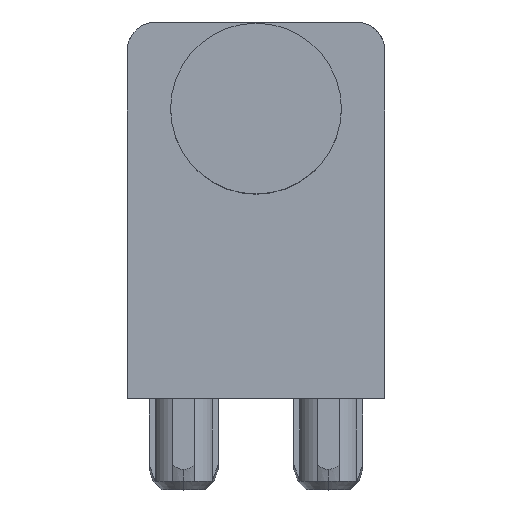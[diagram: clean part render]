
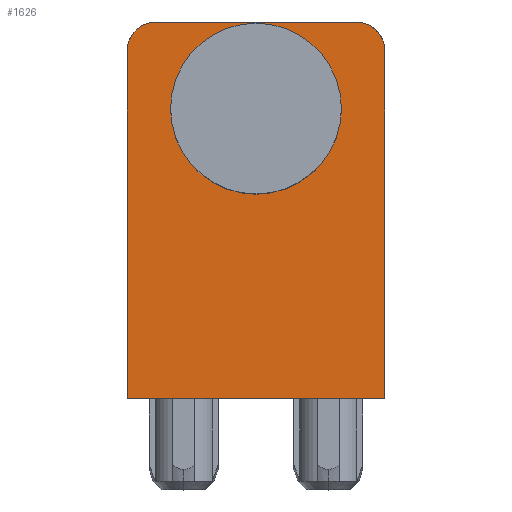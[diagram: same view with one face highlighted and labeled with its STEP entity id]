
A CAD part, top view. The second image highlights one B-rep face of the part: STEP entity #1626.
In plain terms, the highlighted planar face has unit normal (0, 0, 1).
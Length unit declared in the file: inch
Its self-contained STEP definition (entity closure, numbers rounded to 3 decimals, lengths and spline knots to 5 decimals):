
#24 = CARTESIAN_POINT ( 'NONE',  ( 0.069, 0.26, 0.075 ) ) ;
#39 = AXIS2_PLACEMENT_3D ( 'NONE', #1473, #668, #1986 ) ;
#55 = DIRECTION ( 'NONE',  ( 1., 0., 0. ) ) ;
#69 = VECTOR ( 'NONE', #717, 39.37008 ) ;
#83 = CIRCLE ( 'NONE', #746, 0.02 ) ;
#103 = CARTESIAN_POINT ( 'NONE',  ( 0., 0.2, 0.075 ) ) ;
#138 = EDGE_CURVE ( 'NONE', #678, #1693, #83, .T. ) ;
#168 = DIRECTION ( 'NONE',  ( 0., 1., 0. ) ) ;
#178 = EDGE_CURVE ( 'NONE', #1834, #222, #2098, .T. ) ;
#211 = CARTESIAN_POINT ( 'NONE',  ( -0.069, 0.26, 0.075 ) ) ;
#222 = VERTEX_POINT ( 'NONE', #1596 ) ;
#228 = CARTESIAN_POINT ( 'NONE',  ( -0.059, 0.2, 0.075 ) ) ;
#282 = VECTOR ( 'NONE', #443, 39.37008 ) ;
#309 = ORIENTED_EDGE ( 'NONE', *, *, #920, .F. ) ;
#312 = CIRCLE ( 'NONE', #1535, 0.059 ) ;
#374 = CARTESIAN_POINT ( 'NONE',  ( 0.089, 0., 0.075 ) ) ;
#384 = LINE ( 'NONE', #374, #69 ) ;
#443 = DIRECTION ( 'NONE',  ( -1., 0., 0. ) ) ;
#469 = EDGE_LOOP ( 'NONE', ( #1568, #1448, #1175, #1472, #1951, #1543 ) ) ;
#503 = PLANE ( 'NONE',  #39 ) ;
#514 = VERTEX_POINT ( 'NONE', #577 ) ;
#524 = AXIS2_PLACEMENT_3D ( 'NONE', #103, #1902, #1109 ) ;
#525 = CIRCLE ( 'NONE', #524, 0.059 ) ;
#552 = EDGE_CURVE ( 'NONE', #1556, #678, #384, .T. ) ;
#555 = DIRECTION ( 'NONE',  ( 0., 0., 1. ) ) ;
#566 = VERTEX_POINT ( 'NONE', #228 ) ;
#577 = CARTESIAN_POINT ( 'NONE',  ( -0.089, 0., 0.075 ) ) ;
#584 = CARTESIAN_POINT ( 'NONE',  ( 0.089, 0.24, 0.075 ) ) ;
#615 = EDGE_CURVE ( 'NONE', #1693, #1834, #949, .T. ) ;
#616 = CARTESIAN_POINT ( 'NONE',  ( 0.059, 0.2, 0.075 ) ) ;
#622 = LINE ( 'NONE', #799, #282 ) ;
#644 = EDGE_CURVE ( 'NONE', #1556, #514, #622, .T. ) ;
#668 = DIRECTION ( 'NONE',  ( 0., 0., 1. ) ) ;
#673 = AXIS2_PLACEMENT_3D ( 'NONE', #1557, #1258, #873 ) ;
#678 = VERTEX_POINT ( 'NONE', #584 ) ;
#703 = CARTESIAN_POINT ( 'NONE',  ( 0.089, 0., 0.075 ) ) ;
#717 = DIRECTION ( 'NONE',  ( 0., 1., 0. ) ) ;
#746 = AXIS2_PLACEMENT_3D ( 'NONE', #884, #555, #55 ) ;
#772 = VECTOR ( 'NONE', #168, 39.37008 ) ;
#799 = CARTESIAN_POINT ( 'NONE',  ( 0.089, 0., 0.075 ) ) ;
#823 = EDGE_CURVE ( 'NONE', #566, #1430, #525, .T. ) ;
#873 = DIRECTION ( 'NONE',  ( 1., 0., 0. ) ) ;
#884 = CARTESIAN_POINT ( 'NONE',  ( 0.069, 0.24, 0.075 ) ) ;
#920 = EDGE_CURVE ( 'NONE', #1430, #566, #312, .T. ) ;
#949 = LINE ( 'NONE', #1257, #1461 ) ;
#987 = EDGE_LOOP ( 'NONE', ( #1393, #309 ) ) ;
#1109 = DIRECTION ( 'NONE',  ( 1., 0., 0. ) ) ;
#1111 = DIRECTION ( 'NONE',  ( -1., 0., 0. ) ) ;
#1175 = ORIENTED_EDGE ( 'NONE', *, *, #1595, .F. ) ;
#1184 = FACE_BOUND ( 'NONE', #987, .T. ) ;
#1200 = CARTESIAN_POINT ( 'NONE',  ( 0., 0.2, 0.075 ) ) ;
#1257 = CARTESIAN_POINT ( 'NONE',  ( 0.089, 0.26, 0.075 ) ) ;
#1258 = DIRECTION ( 'NONE',  ( 0., 0., 1. ) ) ;
#1393 = ORIENTED_EDGE ( 'NONE', *, *, #823, .F. ) ;
#1430 = VERTEX_POINT ( 'NONE', #616 ) ;
#1448 = ORIENTED_EDGE ( 'NONE', *, *, #178, .T. ) ;
#1461 = VECTOR ( 'NONE', #1111, 39.37008 ) ;
#1472 = ORIENTED_EDGE ( 'NONE', *, *, #644, .F. ) ;
#1473 = CARTESIAN_POINT ( 'NONE',  ( 0.089, 0., 0.075 ) ) ;
#1535 = AXIS2_PLACEMENT_3D ( 'NONE', #1200, #1855, #1831 ) ;
#1543 = ORIENTED_EDGE ( 'NONE', *, *, #138, .T. ) ;
#1556 = VERTEX_POINT ( 'NONE', #703 ) ;
#1557 = CARTESIAN_POINT ( 'NONE',  ( -0.069, 0.24, 0.075 ) ) ;
#1568 = ORIENTED_EDGE ( 'NONE', *, *, #615, .T. ) ;
#1595 = EDGE_CURVE ( 'NONE', #514, #222, #1663, .T. ) ;
#1596 = CARTESIAN_POINT ( 'NONE',  ( -0.089, 0.24, 0.075 ) ) ;
#1626 = ADVANCED_FACE ( 'NONE', ( #1184, #1962 ), #503, .T. ) ;
#1663 = LINE ( 'NONE', #1850, #772 ) ;
#1693 = VERTEX_POINT ( 'NONE', #24 ) ;
#1831 = DIRECTION ( 'NONE',  ( 1., 0., 0. ) ) ;
#1834 = VERTEX_POINT ( 'NONE', #211 ) ;
#1850 = CARTESIAN_POINT ( 'NONE',  ( -0.089, 0., 0.075 ) ) ;
#1855 = DIRECTION ( 'NONE',  ( 0., 0., 1. ) ) ;
#1902 = DIRECTION ( 'NONE',  ( 0., 0., 1. ) ) ;
#1951 = ORIENTED_EDGE ( 'NONE', *, *, #552, .T. ) ;
#1962 = FACE_OUTER_BOUND ( 'NONE', #469, .T. ) ;
#1986 = DIRECTION ( 'NONE',  ( 1., 0., 0. ) ) ;
#2098 = CIRCLE ( 'NONE', #673, 0.02 ) ;
